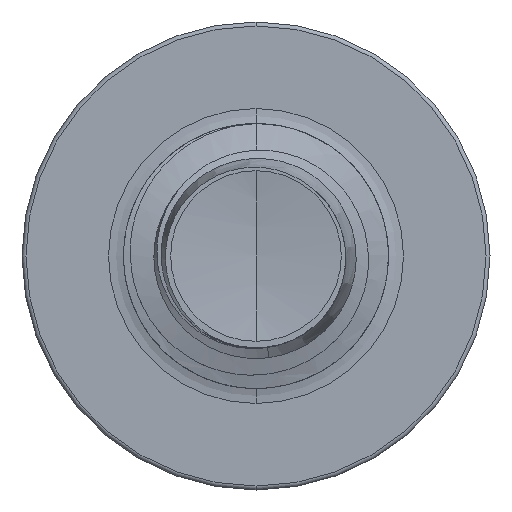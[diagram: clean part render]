
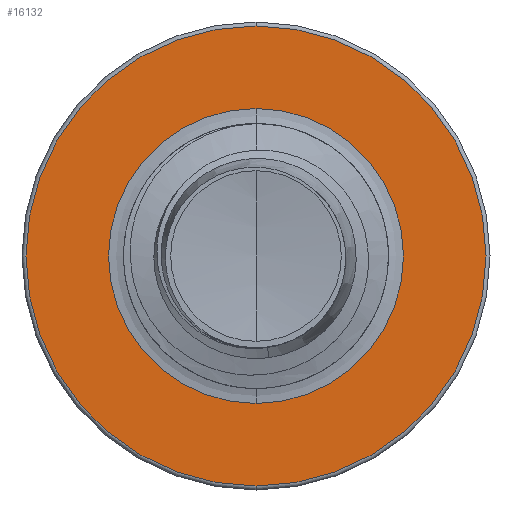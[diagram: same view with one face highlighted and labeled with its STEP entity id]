
A CAD part, front view. The second image highlights one B-rep face of the part: STEP entity #16132.
In plain terms, the highlighted planar face has unit normal (0, -1, 0).
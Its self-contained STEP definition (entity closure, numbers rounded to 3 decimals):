
#307 = EDGE_CURVE ( 'NONE', #6375, #5097, #16425, .T. ) ;
#354 = ORIENTED_EDGE ( 'NONE', *, *, #2511, .F. ) ;
#1461 = ORIENTED_EDGE ( 'NONE', *, *, #2469, .T. ) ;
#2144 = AXIS2_PLACEMENT_3D ( 'NONE', #19213, #19171, #19109 ) ;
#2305 = CIRCLE ( 'NONE', #3490, 2.605 ) ;
#2469 = EDGE_CURVE ( 'NONE', #5097, #6375, #12018, .T. ) ;
#2511 = EDGE_CURVE ( 'NONE', #12869, #21646, #2305, .T. ) ;
#3146 = FACE_BOUND ( 'NONE', #18295, .T. ) ;
#3459 = EDGE_CURVE ( 'NONE', #21646, #12869, #7613, .T. ) ;
#3490 = AXIS2_PLACEMENT_3D ( 'NONE', #14574, #14569, #14543 ) ;
#3630 = ORIENTED_EDGE ( 'NONE', *, *, #307, .T. ) ;
#4606 = EDGE_LOOP ( 'NONE', ( #17356, #354 ) ) ;
#4881 = DIRECTION ( 'NONE',  ( 0., 1., 0. ) ) ;
#5060 = DIRECTION ( 'NONE',  ( 0., 0., 1. ) ) ;
#5083 = DIRECTION ( 'NONE',  ( 0., 1., 0. ) ) ;
#5097 = VERTEX_POINT ( 'NONE', #9688 ) ;
#5113 = CARTESIAN_POINT ( 'NONE',  ( 0., 8., 0. ) ) ;
#6375 = VERTEX_POINT ( 'NONE', #7134 ) ;
#7134 = CARTESIAN_POINT ( 'NONE',  ( 0., 8., -1.67 ) ) ;
#7613 = CIRCLE ( 'NONE', #16004, 2.605 ) ;
#8076 = FACE_OUTER_BOUND ( 'NONE', #4606, .T. ) ;
#9688 = CARTESIAN_POINT ( 'NONE',  ( 0., 8., 1.67 ) ) ;
#10747 = DIRECTION ( 'NONE',  ( 0., 0., 1. ) ) ;
#10873 = AXIS2_PLACEMENT_3D ( 'NONE', #13533, #4881, #16980 ) ;
#10952 = CARTESIAN_POINT ( 'NONE',  ( 0., 8., 0. ) ) ;
#11391 = CARTESIAN_POINT ( 'NONE',  ( 0., 8., -2.605 ) ) ;
#12018 = CIRCLE ( 'NONE', #2144, 1.67 ) ;
#12869 = VERTEX_POINT ( 'NONE', #11391 ) ;
#13533 = CARTESIAN_POINT ( 'NONE',  ( 0., 8., -1.67 ) ) ;
#13749 = PLANE ( 'NONE',  #10873 ) ;
#14543 = DIRECTION ( 'NONE',  ( 0., 0., 1. ) ) ;
#14569 = DIRECTION ( 'NONE',  ( 0., 1., 0. ) ) ;
#14574 = CARTESIAN_POINT ( 'NONE',  ( 0., 8., 0. ) ) ;
#16004 = AXIS2_PLACEMENT_3D ( 'NONE', #5113, #5083, #5060 ) ;
#16132 = ADVANCED_FACE ( 'NONE', ( #8076, #3146 ), #13749, .F. ) ;
#16240 = AXIS2_PLACEMENT_3D ( 'NONE', #10952, #21788, #10747 ) ;
#16425 = CIRCLE ( 'NONE', #16240, 1.67 ) ;
#16980 = DIRECTION ( 'NONE',  ( 0., 0., 1. ) ) ;
#17356 = ORIENTED_EDGE ( 'NONE', *, *, #3459, .F. ) ;
#18295 = EDGE_LOOP ( 'NONE', ( #1461, #3630 ) ) ;
#19109 = DIRECTION ( 'NONE',  ( 0., 0., 1. ) ) ;
#19171 = DIRECTION ( 'NONE',  ( 0., 1., 0. ) ) ;
#19213 = CARTESIAN_POINT ( 'NONE',  ( 0., 8., 0. ) ) ;
#21268 = CARTESIAN_POINT ( 'NONE',  ( 0., 8., 2.605 ) ) ;
#21646 = VERTEX_POINT ( 'NONE', #21268 ) ;
#21788 = DIRECTION ( 'NONE',  ( 0., 1., 0. ) ) ;
